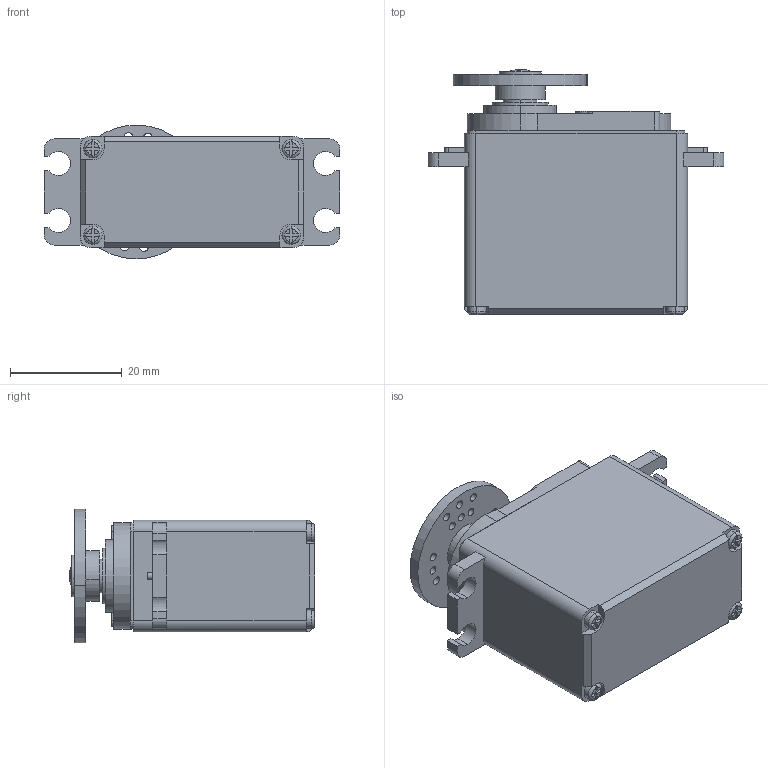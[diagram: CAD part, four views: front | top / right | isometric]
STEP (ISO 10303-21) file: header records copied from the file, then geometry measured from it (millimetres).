
FILE_DESCRIPTION (( 'STEP AP203' ), '1' );
FILE_NAME ('Hitec HS-325HB.STEP', '2015-04-20T17:45:27', ( '' ), ( '' ), 'SwSTEP 2.0', 'SolidWorks 2012', '' );
FILE_SCHEMA (( 'CONFIG_CONTROL_DESIGN' ));
Length unit declared in the file: millimetre
Products named in the file (4): Hitec HS-325HB; Hitec HS-325HB Samorez Centr; Êà÷àëêà êðóãëàÿ; Hitec HS-325HB Korpus
Assembly tree (3 placements, depth 2):
  Hitec HS-325HB
    Hitec HS-325HB Korpus
    Êà÷àëêà êðóãëàÿ
    Hitec HS-325HB Samorez Centr
Bounding box: 53 x 43.92 x 23.99 mm (x, y, z)
Volume: 29751.8 mm3; surface area: 8014.9 mm2
Topology: 3 solids, 3 shells, 284 faces, 772 edges, 509 vertices
Faces by surface type: plane 165, cylinder 107, torus 8, cone 2, sphere 2
Entity records: 9551 total; most frequent: CARTESIAN_POINT 1739, DIRECTION 1561, ORIENTED_EDGE 1544, EDGE_CURVE 772, AXIS2_PLACEMENT_3D 555, VERTEX_POINT 509, LINE 451, VECTOR 451
